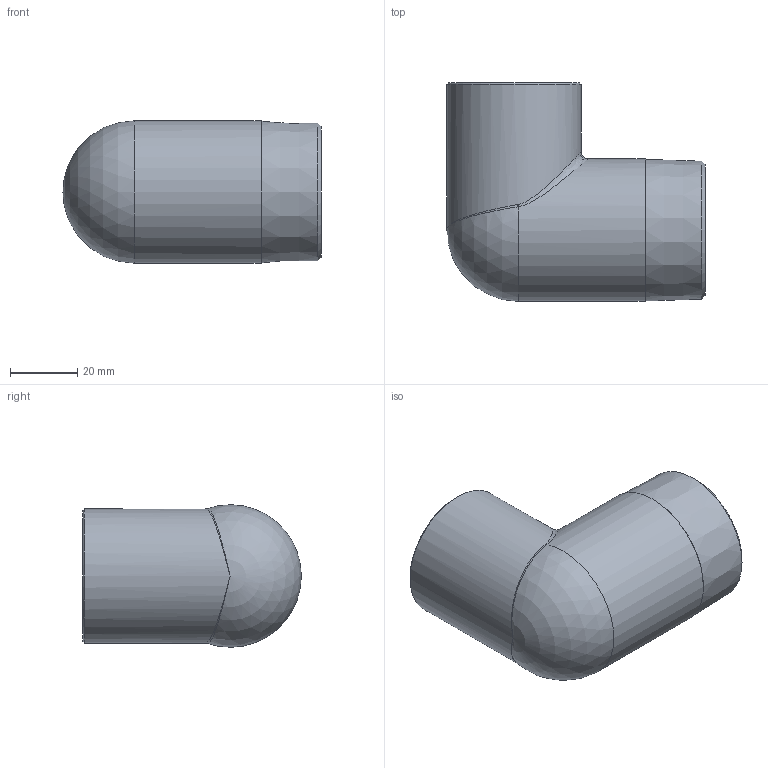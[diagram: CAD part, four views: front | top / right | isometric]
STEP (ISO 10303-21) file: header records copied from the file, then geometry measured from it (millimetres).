
FILE_DESCRIPTION(/* description */ (''),/* implementation_level */ '2;1');
FILE_NAME(/* name */ '3D_R92-RI-DN32-DN25_172552280.stp',/* time_stamp */ '2021-07-22T09:43:00+02:00',/* author */ ('cad'),/* organization */ (''),/* preprocessor_version */ 'ST-DEVELOPER v18.1',/* originating_system */ 'Autodesk Inventor 2022',/* authorisation */ '');
FILE_SCHEMA (('AUTOMOTIVE_DESIGN { 1 0 10303 214 3 1 1 }'));
Length unit declared in the file: millimetre
Products named in the file (1): 3D_R92-RI-DN32-DN25_172552280
Bounding box: 77 x 65.25 x 42.5 mm (x, y, z)
Volume: 43395.4 mm3; surface area: 23991.7 mm2
Topology: 1 solids, 1 shells, 21 faces, 53 edges, 30 vertices
Faces by surface type: cone 6, cylinder 5, plane 4, bspline 4, sphere 2
Full cylindrical faces by diameter (mm): 30.291 x1, 34.7 x2, 40 x1, 42.5 x1
Entity records: 904 total; most frequent: CARTESIAN_POINT 389, DIRECTION 103, ORIENTED_EDGE 94, EDGE_CURVE 47, AXIS2_PLACEMENT_3D 46, VERTEX_POINT 30, CIRCLE 26, EDGE_LOOP 25
